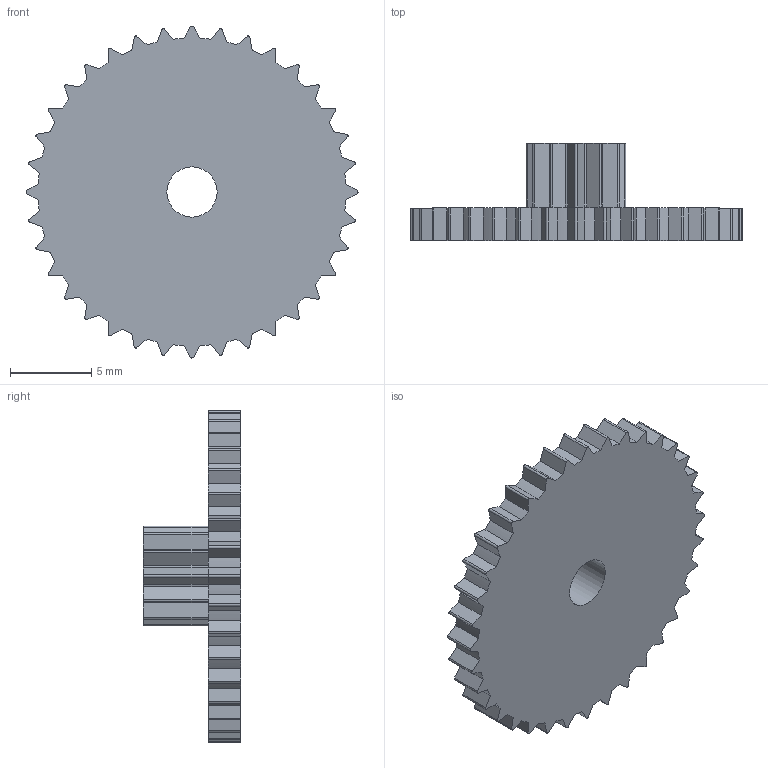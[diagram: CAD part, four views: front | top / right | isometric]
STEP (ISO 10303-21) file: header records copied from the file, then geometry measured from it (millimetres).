
FILE_DESCRIPTION(/* description */ (''),/* implementation_level */ '2;1');
FILE_NAME(/* name */ '791ab176-0576-11ec-9f8c-02af5ee8a5cd.step',/* time_stamp */ '2021-08-25T07:31:47+00:00',/* author */ (''),/* organization */ (''),/* preprocessor_version */ 'ST-DEVELOPER v18.1',/* originating_system */ 'Autodesk Translation Framework v10.6.0.1341',/* authorisation */ '');
FILE_SCHEMA (('AUTOMOTIVE_DESIGN { 1 0 10303 214 3 1 1 }'));
Length unit declared in the file: centimetre
Products named in the file (1): temp_body
Bounding box: 20.48 x 6 x 20.48 mm (x, y, z)
Volume: 636.7 mm3; surface area: 926.9 mm2
Topology: 1 solids, 1 shells, 196 faces, 579 edges, 386 vertices
Faces by surface type: plane 99, cylinder 97
Full cylindrical faces by diameter (mm): 3.1 x1
Entity records: 6634 total; most frequent: DIRECTION 1167, CARTESIAN_POINT 1162, ORIENTED_EDGE 1158, EDGE_CURVE 579, AXIS2_PLACEMENT_3D 391, VERTEX_POINT 386, LINE 385, VECTOR 385
